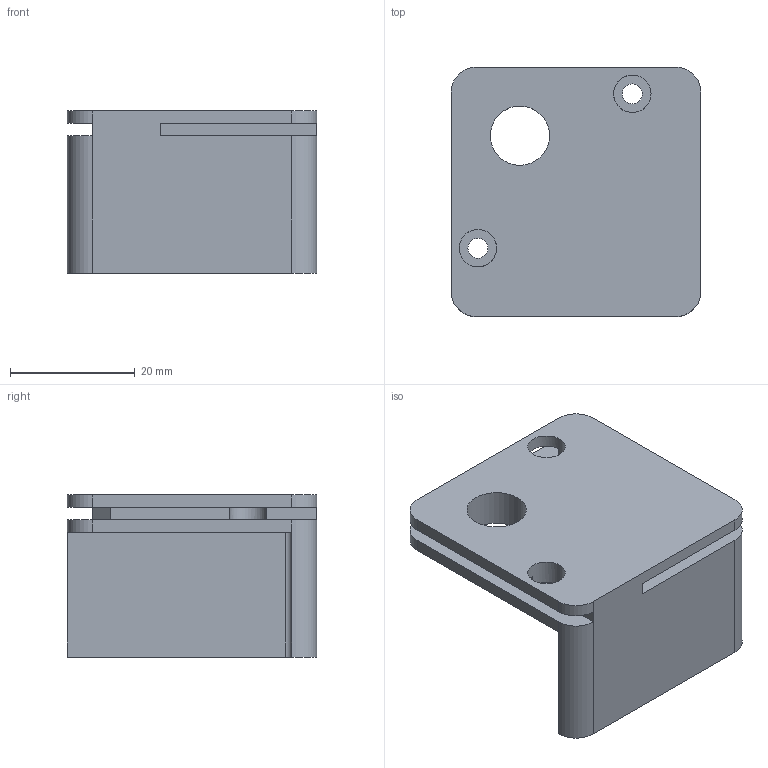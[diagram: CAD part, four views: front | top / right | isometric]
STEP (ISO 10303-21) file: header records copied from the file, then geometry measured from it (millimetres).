
FILE_DESCRIPTION(('FreeCAD Model'),'2;1');
FILE_NAME('Open CASCADE Shape Model','2025-06-30T22:37:43',('Author'),( ''),'Open CASCADE STEP processor 7.7','FreeCAD','Unknown');
FILE_SCHEMA(('AUTOMOTIVE_DESIGN { 1 0 10303 214 1 1 1 1 }'));
Length unit declared in the file: millimetre
Products named in the file (1): motor-base
Bounding box: 40 x 40 x 26 mm (x, y, z)
Volume: 12922.5 mm3; surface area: 9084.5 mm2
Topology: 1 solids, 1 shells, 36 faces, 106 edges, 70 vertices
Faces by surface type: plane 22, cylinder 14
Full cylindrical faces by diameter (mm): 3.2 x2, 6 x2, 9.5 x1
Entity records: 1254 total; most frequent: DIRECTION 216, CARTESIAN_POINT 213, ORIENTED_EDGE 212, EDGE_CURVE 106, AXIS2_PLACEMENT_3D 73, VERTEX_POINT 70, LINE 70, VECTOR 70
